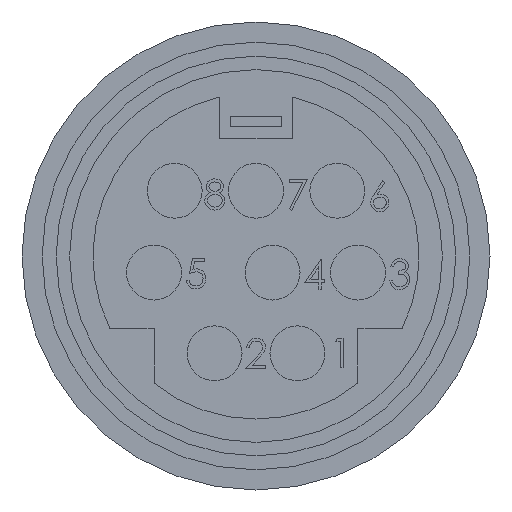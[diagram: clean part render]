
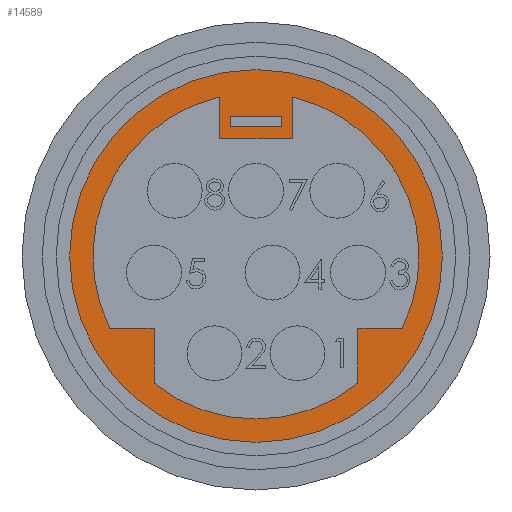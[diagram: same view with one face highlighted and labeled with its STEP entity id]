
A CAD part, front view. The second image highlights one B-rep face of the part: STEP entity #14589.
In plain terms, the highlighted planar face has unit normal (0, -1, 0).
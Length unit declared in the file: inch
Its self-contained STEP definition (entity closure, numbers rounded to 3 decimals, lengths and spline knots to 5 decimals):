
#29 = VERTEX_POINT ( 'NONE', #5273 ) ;
#141 = DIRECTION ( 'NONE',  ( 0., 0., 1. ) ) ;
#163 = DIRECTION ( 'NONE',  ( 0., 1., 0. ) ) ;
#202 = CARTESIAN_POINT ( 'NONE',  ( 0., -0.25, 0. ) ) ;
#220 = LINE ( 'NONE', #3536, #9861 ) ;
#249 = AXIS2_PLACEMENT_3D ( 'NONE', #202, #163, #141 ) ;
#311 = LINE ( 'NONE', #13448, #9954 ) ;
#421 = AXIS2_PLACEMENT_3D ( 'NONE', #3896, #3835, #3783 ) ;
#617 = VECTOR ( 'NONE', #11879, 39.37008 ) ;
#857 = CARTESIAN_POINT ( 'NONE',  ( 0., -0.25, 0. ) ) ;
#1009 = ORIENTED_EDGE ( 'NONE', *, *, #13476, .T. ) ;
#1175 = CARTESIAN_POINT ( 'NONE',  ( 0.025, -0.25, -0.125 ) ) ;
#1835 = VECTOR ( 'NONE', #8093, 39.37008 ) ;
#1868 = CARTESIAN_POINT ( 'NONE',  ( -0.0985, -0.25, 0.1229 ) ) ;
#2123 = VERTEX_POINT ( 'NONE', #15266 ) ;
#2391 = LINE ( 'NONE', #6673, #2789 ) ;
#2479 = DIRECTION ( 'NONE',  ( -1., 0., 0. ) ) ;
#2592 = VECTOR ( 'NONE', #11402, 39.37008 ) ;
#2789 = VECTOR ( 'NONE', #12486, 39.37008 ) ;
#3003 = LINE ( 'NONE', #10027, #2592 ) ;
#3102 = ORIENTED_EDGE ( 'NONE', *, *, #9935, .T. ) ;
#3158 = DIRECTION ( 'NONE',  ( 0., 1., 0. ) ) ;
#3224 = CARTESIAN_POINT ( 'NONE',  ( -0.025, -0.25, -0.125 ) ) ;
#3315 = VECTOR ( 'NONE', #2479, 39.37008 ) ;
#3346 = PLANE ( 'NONE',  #9065 ) ;
#3494 = EDGE_LOOP ( 'NONE', ( #7583, #5567 ) ) ;
#3513 = EDGE_LOOP ( 'NONE', ( #4893, #6027, #3946, #9630 ) ) ;
#3514 = VECTOR ( 'NONE', #9251, 39.37008 ) ;
#3528 = DIRECTION ( 'NONE',  ( 0., 0., 1. ) ) ;
#3536 = CARTESIAN_POINT ( 'NONE',  ( -0.025, -0.25, -0.135 ) ) ;
#3579 = CARTESIAN_POINT ( 'NONE',  ( -0.035, -0.25, -0.113 ) ) ;
#3736 = FACE_BOUND ( 'NONE', #7812, .T. ) ;
#3783 = DIRECTION ( 'NONE',  ( 0., 0., 1. ) ) ;
#3835 = DIRECTION ( 'NONE',  ( 0., 1., 0. ) ) ;
#3896 = CARTESIAN_POINT ( 'NONE',  ( 0., -0.25, 0. ) ) ;
#3946 = ORIENTED_EDGE ( 'NONE', *, *, #8528, .T. ) ;
#4075 = ORIENTED_EDGE ( 'NONE', *, *, #11465, .T. ) ;
#4267 = CARTESIAN_POINT ( 'NONE',  ( -0.035, -0.25, -0.15356 ) ) ;
#4364 = CARTESIAN_POINT ( 'NONE',  ( 0.035, -0.25, -0.15356 ) ) ;
#4434 = VERTEX_POINT ( 'NONE', #7774 ) ;
#4443 = DIRECTION ( 'NONE',  ( -1., 0., 0. ) ) ;
#4504 = VECTOR ( 'NONE', #6220, 39.37008 ) ;
#4531 = CARTESIAN_POINT ( 'NONE',  ( -0.025, -0.25, -0.125 ) ) ;
#4571 = DIRECTION ( 'NONE',  ( 0., 1., 0. ) ) ;
#4872 = AXIS2_PLACEMENT_3D ( 'NONE', #11734, #4571, #12952 ) ;
#4893 = ORIENTED_EDGE ( 'NONE', *, *, #6849, .T. ) ;
#4997 = EDGE_CURVE ( 'NONE', #10985, #9487, #10213, .T. ) ;
#5012 = CARTESIAN_POINT ( 'NONE',  ( 0.0985, -0.25, 0.07 ) ) ;
#5062 = DIRECTION ( 'NONE',  ( 0., 0., -1. ) ) ;
#5205 = VECTOR ( 'NONE', #12563, 39.37008 ) ;
#5273 = CARTESIAN_POINT ( 'NONE',  ( 0.035, -0.25, -0.113 ) ) ;
#5287 = CARTESIAN_POINT ( 'NONE',  ( -0.0985, -0.25, 0.07 ) ) ;
#5567 = ORIENTED_EDGE ( 'NONE', *, *, #4997, .F. ) ;
#5785 = DIRECTION ( 'NONE',  ( 0., 0., 1. ) ) ;
#6027 = ORIENTED_EDGE ( 'NONE', *, *, #7719, .T. ) ;
#6065 = AXIS2_PLACEMENT_3D ( 'NONE', #10333, #3158, #11542 ) ;
#6220 = DIRECTION ( 'NONE',  ( 0., 0., -1. ) ) ;
#6550 = CARTESIAN_POINT ( 'NONE',  ( 0.025, -0.25, -0.135 ) ) ;
#6575 = FACE_OUTER_BOUND ( 'NONE', #3494, .T. ) ;
#6673 = CARTESIAN_POINT ( 'NONE',  ( 0.0985, -0.25, 0.07 ) ) ;
#6693 = VECTOR ( 'NONE', #3528, 39.37008 ) ;
#6849 = EDGE_CURVE ( 'NONE', #15171, #9366, #220, .T. ) ;
#7029 = DIRECTION ( 'NONE',  ( 0., 0., 1. ) ) ;
#7036 = DIRECTION ( 'NONE',  ( 0., 1., 0. ) ) ;
#7079 = CARTESIAN_POINT ( 'NONE',  ( 0., -0.25, 0. ) ) ;
#7394 = VERTEX_POINT ( 'NONE', #5287 ) ;
#7583 = ORIENTED_EDGE ( 'NONE', *, *, #9827, .F. ) ;
#7656 = LINE ( 'NONE', #5012, #4504 ) ;
#7719 = EDGE_CURVE ( 'NONE', #9366, #14051, #9475, .T. ) ;
#7755 = VERTEX_POINT ( 'NONE', #1175 ) ;
#7774 = CARTESIAN_POINT ( 'NONE',  ( 0.0985, -0.25, 0.07 ) ) ;
#7812 = EDGE_LOOP ( 'NONE', ( #3102, #14219, #12121, #4075, #11172, #12324, #1009, #14605, #12535, #10453 ) ) ;
#8034 = CARTESIAN_POINT ( 'NONE',  ( 0., -0.25, -0.1955 ) ) ;
#8053 = CARTESIAN_POINT ( 'NONE',  ( 0.035, -0.25, -0.15356 ) ) ;
#8093 = DIRECTION ( 'NONE',  ( 0., 0., 1. ) ) ;
#8328 = AXIS2_PLACEMENT_3D ( 'NONE', #7079, #7036, #7029 ) ;
#8460 = CIRCLE ( 'NONE', #6065, 0.1575 ) ;
#8528 = EDGE_CURVE ( 'NONE', #14051, #7755, #13461, .T. ) ;
#8702 = VERTEX_POINT ( 'NONE', #12994 ) ;
#8724 = VERTEX_POINT ( 'NONE', #12735 ) ;
#8736 = EDGE_CURVE ( 'NONE', #7755, #15171, #11576, .T. ) ;
#8949 = EDGE_CURVE ( 'NONE', #8724, #14013, #9659, .T. ) ;
#9065 = AXIS2_PLACEMENT_3D ( 'NONE', #857, #15308, #5785 ) ;
#9097 = VERTEX_POINT ( 'NONE', #4267 ) ;
#9251 = DIRECTION ( 'NONE',  ( 0., 0., 1. ) ) ;
#9366 = VERTEX_POINT ( 'NONE', #12656 ) ;
#9475 = LINE ( 'NONE', #3224, #6693 ) ;
#9487 = VERTEX_POINT ( 'NONE', #8034 ) ;
#9500 = LINE ( 'NONE', #8053, #3514 ) ;
#9630 = ORIENTED_EDGE ( 'NONE', *, *, #8736, .T. ) ;
#9659 = CIRCLE ( 'NONE', #8328, 0.1575 ) ;
#9716 = FACE_BOUND ( 'NONE', #3513, .T. ) ;
#9827 = EDGE_CURVE ( 'NONE', #9487, #10985, #13090, .T. ) ;
#9861 = VECTOR ( 'NONE', #4443, 39.37008 ) ;
#9935 = EDGE_CURVE ( 'NONE', #14013, #29, #9500, .T. ) ;
#9954 = VECTOR ( 'NONE', #5062, 39.37008 ) ;
#10027 = CARTESIAN_POINT ( 'NONE',  ( -0.0985, -0.25, 0.07 ) ) ;
#10213 = CIRCLE ( 'NONE', #249, 0.1955 ) ;
#10333 = CARTESIAN_POINT ( 'NONE',  ( 0., -0.25, 0. ) ) ;
#10442 = EDGE_CURVE ( 'NONE', #29, #8702, #12519, .T. ) ;
#10453 = ORIENTED_EDGE ( 'NONE', *, *, #8949, .T. ) ;
#10985 = VERTEX_POINT ( 'NONE', #13946 ) ;
#11046 = LINE ( 'NONE', #11825, #1835 ) ;
#11172 = ORIENTED_EDGE ( 'NONE', *, *, #12583, .T. ) ;
#11247 = EDGE_CURVE ( 'NONE', #8702, #9097, #311, .T. ) ;
#11402 = DIRECTION ( 'NONE',  ( 1., 0., 0. ) ) ;
#11465 = EDGE_CURVE ( 'NONE', #9097, #15492, #8460, .T. ) ;
#11542 = DIRECTION ( 'NONE',  ( 0., 0., 1. ) ) ;
#11576 = LINE ( 'NONE', #12554, #5205 ) ;
#11734 = CARTESIAN_POINT ( 'NONE',  ( 0., -0.25, 0. ) ) ;
#11757 = CARTESIAN_POINT ( 'NONE',  ( -0.025, -0.25, -0.125 ) ) ;
#11825 = CARTESIAN_POINT ( 'NONE',  ( -0.0985, -0.25, 0.07 ) ) ;
#11879 = DIRECTION ( 'NONE',  ( 1., 0., 0. ) ) ;
#12121 = ORIENTED_EDGE ( 'NONE', *, *, #11247, .T. ) ;
#12324 = ORIENTED_EDGE ( 'NONE', *, *, #12667, .T. ) ;
#12486 = DIRECTION ( 'NONE',  ( 1., 0., 0. ) ) ;
#12519 = LINE ( 'NONE', #3579, #3315 ) ;
#12535 = ORIENTED_EDGE ( 'NONE', *, *, #12990, .T. ) ;
#12554 = CARTESIAN_POINT ( 'NONE',  ( 0.025, -0.25, -0.125 ) ) ;
#12563 = DIRECTION ( 'NONE',  ( 0., 0., -1. ) ) ;
#12583 = EDGE_CURVE ( 'NONE', #15492, #7394, #3003, .T. ) ;
#12656 = CARTESIAN_POINT ( 'NONE',  ( -0.025, -0.25, -0.135 ) ) ;
#12667 = EDGE_CURVE ( 'NONE', #7394, #13813, #11046, .T. ) ;
#12735 = CARTESIAN_POINT ( 'NONE',  ( 0.14109, -0.25, 0.07 ) ) ;
#12952 = DIRECTION ( 'NONE',  ( 0., 0., 1. ) ) ;
#12990 = EDGE_CURVE ( 'NONE', #4434, #8724, #2391, .T. ) ;
#12994 = CARTESIAN_POINT ( 'NONE',  ( -0.035, -0.25, -0.113 ) ) ;
#13090 = CIRCLE ( 'NONE', #421, 0.1955 ) ;
#13448 = CARTESIAN_POINT ( 'NONE',  ( -0.035, -0.25, -0.15356 ) ) ;
#13461 = LINE ( 'NONE', #11757, #617 ) ;
#13476 = EDGE_CURVE ( 'NONE', #13813, #2123, #14275, .T. ) ;
#13813 = VERTEX_POINT ( 'NONE', #1868 ) ;
#13946 = CARTESIAN_POINT ( 'NONE',  ( 0., -0.25, 0.1955 ) ) ;
#14013 = VERTEX_POINT ( 'NONE', #4364 ) ;
#14051 = VERTEX_POINT ( 'NONE', #4531 ) ;
#14219 = ORIENTED_EDGE ( 'NONE', *, *, #10442, .T. ) ;
#14275 = CIRCLE ( 'NONE', #4872, 0.1575 ) ;
#14589 = ADVANCED_FACE ( 'NONE', ( #9716, #6575, #3736 ), #3346, .F. ) ;
#14605 = ORIENTED_EDGE ( 'NONE', *, *, #15409, .T. ) ;
#14668 = CARTESIAN_POINT ( 'NONE',  ( -0.14109, -0.25, 0.07 ) ) ;
#15171 = VERTEX_POINT ( 'NONE', #6550 ) ;
#15266 = CARTESIAN_POINT ( 'NONE',  ( 0.0985, -0.25, 0.1229 ) ) ;
#15308 = DIRECTION ( 'NONE',  ( 0., 1., 0. ) ) ;
#15409 = EDGE_CURVE ( 'NONE', #2123, #4434, #7656, .T. ) ;
#15492 = VERTEX_POINT ( 'NONE', #14668 ) ;
